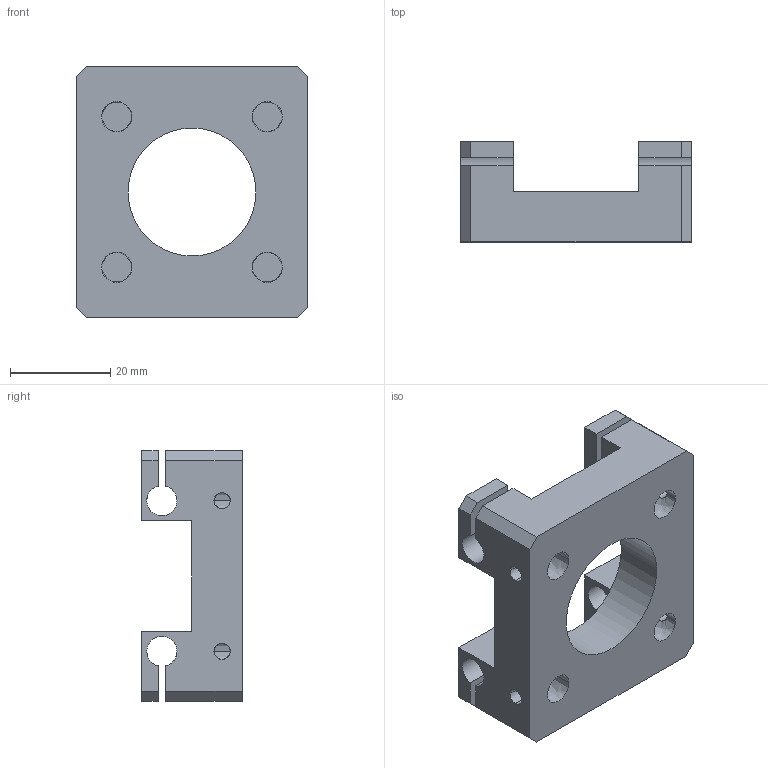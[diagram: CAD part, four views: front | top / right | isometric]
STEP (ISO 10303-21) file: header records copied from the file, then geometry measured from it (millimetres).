
FILE_DESCRIPTION(/* description */ (''),/* implementation_level */ '2;1');
FILE_NAME(/* name */ '30-BNcAp-SM1',/* time_stamp */ '2024-09-12T13:13:10+03:00',/* author */ (''),/* organization */ (''),/* preprocessor_version */ 'ST-DEVELOPER v15',/* originating_system */ '',/* authorisation */ '');
FILE_SCHEMA (('AUTOMOTIVE_DESIGN'));
Length unit declared in the file: millimetre
Products named in the file (1): Document
Bounding box: 46 x 20 x 50 mm (x, y, z)
Volume: 20696.9 mm3; surface area: 10099.9 mm2
Topology: 1 solids, 1 shells, 88 faces, 254 edges, 164 vertices
Faces by surface type: bspline 46, plane 42
Entity records: 3355 total; most frequent: CARTESIAN_POINT 1820, ORIENTED_EDGE 492, EDGE_CURVE 246, B_SPLINE_CURVE_WITH_KNOTS 174, VERTEX_POINT 164, EDGE_LOOP 110, ADVANCED_FACE 88, FACE_OUTER_BOUND 88
